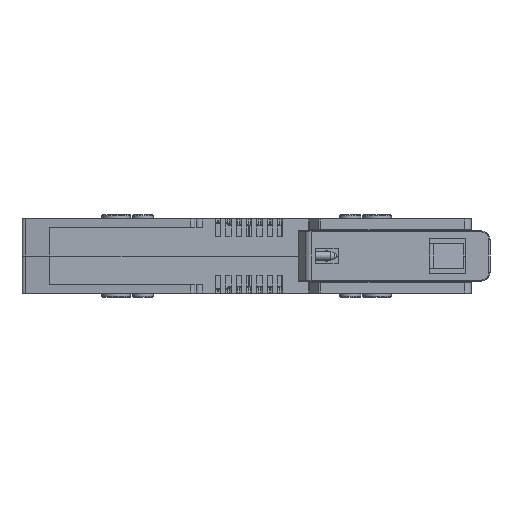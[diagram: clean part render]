
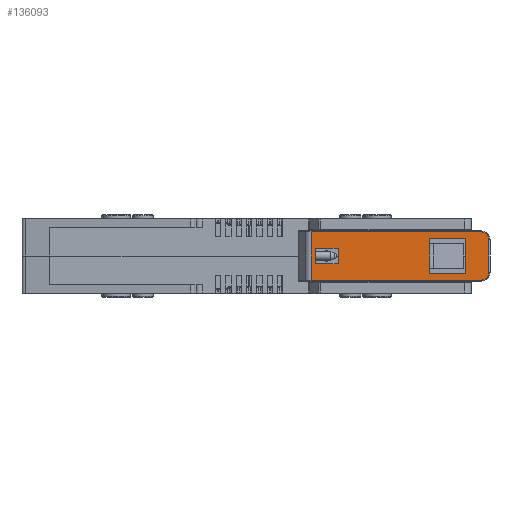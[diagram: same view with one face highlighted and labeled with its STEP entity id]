
A CAD part, front view. The second image highlights one B-rep face of the part: STEP entity #136093.
In plain terms, the highlighted face is planar.
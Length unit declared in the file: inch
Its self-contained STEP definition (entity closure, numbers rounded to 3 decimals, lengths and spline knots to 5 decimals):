
#132413=DIRECTION('',(0.,1.,0.));
#132414=VECTOR('',#132413,0.37402);
#132415=CARTESIAN_POINT('',(1.08071,-0.18701,
0.22047));
#132416=LINE('',#132415,#132414);
#132472=DIRECTION('',(1.,0.,0.));
#132473=VECTOR('',#132472,1.94094);
#132474=CARTESIAN_POINT('',(-0.94685,-0.27362,
0.22047));
#132475=LINE('',#132474,#132473);
#132681=DIRECTION('',(-1.,0.,0.));
#132682=VECTOR('',#132681,1.94094);
#132683=CARTESIAN_POINT('',(0.99409,0.27362,
0.22047));
#132684=LINE('',#132683,#132682);
#132688=CARTESIAN_POINT('',(0.99409,0.18701,
0.22047));
#132689=DIRECTION('',(0.,0.,-1.));
#132690=DIRECTION('',(0.,1.,0.));
#132691=AXIS2_PLACEMENT_3D('',#132688,#132689,#132690);
#132696=CARTESIAN_POINT('',(0.99409,-0.18701,
0.22047));
#132697=DIRECTION('',(0.,0.,-1.));
#132698=DIRECTION('',(1.,0.,0.));
#132699=AXIS2_PLACEMENT_3D('',#132696,#132697,#132698);
#132704=DIRECTION('',(1.,0.,0.));
#132705=VECTOR('',#132704,0.37402);
#132706=CARTESIAN_POINT('',(0.42087,-0.20472,
0.22047));
#132707=LINE('',#132706,#132705);
#132711=CARTESIAN_POINT('',(0.79488,-0.18504,
0.22047));
#132712=DIRECTION('',(0.,0.,1.));
#132713=DIRECTION('',(0.,-1.,0.));
#132714=AXIS2_PLACEMENT_3D('',#132711,#132712,#132713);
#132719=DIRECTION('',(0.,1.,0.));
#132720=VECTOR('',#132719,0.37008);
#132721=CARTESIAN_POINT('',(0.81457,-0.18504,
0.22047));
#132722=LINE('',#132721,#132720);
#132726=CARTESIAN_POINT('',(0.79488,0.18504,
0.22047));
#132727=DIRECTION('',(0.,0.,1.));
#132728=DIRECTION('',(1.,0.,0.));
#132729=AXIS2_PLACEMENT_3D('',#132726,#132727,#132728);
#132734=DIRECTION('',(-1.,0.,0.));
#132735=VECTOR('',#132734,0.37402);
#132736=CARTESIAN_POINT('',(0.79488,0.20472,
0.22047));
#132737=LINE('',#132736,#132735);
#132741=CARTESIAN_POINT('',(0.42087,0.18504,
0.22047));
#132742=DIRECTION('',(0.,0.,1.));
#132743=DIRECTION('',(0.,1.,0.));
#132744=AXIS2_PLACEMENT_3D('',#132741,#132742,#132743);
#132749=DIRECTION('',(0.,-1.,0.));
#132750=VECTOR('',#132749,0.37008);
#132751=CARTESIAN_POINT('',(0.40118,0.18504,
0.22047));
#132752=LINE('',#132751,#132750);
#132756=CARTESIAN_POINT('',(0.42087,-0.18504,
0.22047));
#132757=DIRECTION('',(0.,0.,1.));
#132758=DIRECTION('',(-1.,0.,0.));
#132759=AXIS2_PLACEMENT_3D('',#132756,#132757,#132758);
#132771=DIRECTION('',(0.,-1.,0.));
#132772=VECTOR('',#132771,0.54724);
#132773=CARTESIAN_POINT('',(-0.94685,0.27362,
0.22047));
#132774=LINE('',#132773,#132772);
#132850=DIRECTION('',(-1.,0.,0.));
#132851=VECTOR('',#132850,0.25984);
#132852=CARTESIAN_POINT('',(-0.6378,-0.09055,
0.22047));
#132853=LINE('',#132852,#132851);
#132871=DIRECTION('',(0.,1.,0.));
#132872=VECTOR('',#132871,0.1811);
#132873=CARTESIAN_POINT('',(-0.89764,-0.09055,
0.22047));
#132874=LINE('',#132873,#132872);
#133698=DIRECTION('',(1.,0.,0.));
#133699=VECTOR('',#133698,0.25984);
#133700=CARTESIAN_POINT('',(-0.89764,0.09055,
0.22047));
#133701=LINE('',#133700,#133699);
#133719=DIRECTION('',(0.,-1.,0.));
#133720=VECTOR('',#133719,0.1811);
#133721=CARTESIAN_POINT('',(-0.6378,0.09055,
0.22047));
#133722=LINE('',#133721,#133720);
#135201=CARTESIAN_POINT('',(1.08071,0.18701,
0.22047));
#135202=VERTEX_POINT('',#135201);
#135203=CARTESIAN_POINT('',(0.99409,0.27362,
0.22047));
#135204=VERTEX_POINT('',#135203);
#135207=CARTESIAN_POINT('',(1.08071,-0.18701,
0.22047));
#135208=VERTEX_POINT('',#135207);
#135211=CARTESIAN_POINT('',(0.99409,-0.27362,
0.22047));
#135212=VERTEX_POINT('',#135211);
#135215=CARTESIAN_POINT('',(-0.94685,-0.27362,
0.22047));
#135216=VERTEX_POINT('',#135215);
#135267=CARTESIAN_POINT('',(-0.94685,0.27362,
0.22047));
#135268=VERTEX_POINT('',#135267);
#135269=CARTESIAN_POINT('',(-0.6378,-0.09055,
0.22047));
#135270=CARTESIAN_POINT('',(-0.89764,-0.09055,
0.22047));
#135271=VERTEX_POINT('',#135269);
#135272=VERTEX_POINT('',#135270);
#135273=CARTESIAN_POINT('',(-0.6378,0.09055,
0.22047));
#135274=VERTEX_POINT('',#135273);
#135275=CARTESIAN_POINT('',(-0.89764,0.09055,
0.22047));
#135276=VERTEX_POINT('',#135275);
#135277=CARTESIAN_POINT('',(0.42087,-0.20472,
0.22047));
#135278=CARTESIAN_POINT('',(0.79488,-0.20472,
0.22047));
#135279=VERTEX_POINT('',#135277);
#135280=VERTEX_POINT('',#135278);
#135281=CARTESIAN_POINT('',(0.81457,-0.18504,
0.22047));
#135282=VERTEX_POINT('',#135281);
#135283=CARTESIAN_POINT('',(0.81457,0.18504,
0.22047));
#135284=VERTEX_POINT('',#135283);
#135285=CARTESIAN_POINT('',(0.79488,0.20472,
0.22047));
#135286=VERTEX_POINT('',#135285);
#135287=CARTESIAN_POINT('',(0.42087,0.20472,
0.22047));
#135288=VERTEX_POINT('',#135287);
#135289=CARTESIAN_POINT('',(0.40118,0.18504,
0.22047));
#135290=VERTEX_POINT('',#135289);
#135291=CARTESIAN_POINT('',(0.40118,-0.18504,
0.22047));
#135292=VERTEX_POINT('',#135291);
#136051=CARTESIAN_POINT('',(0.,0.,0.22047));
#136052=DIRECTION('',(0.,0.,1.));
#136053=DIRECTION('',(1.,0.,0.));
#136054=AXIS2_PLACEMENT_3D('',#136051,#136052,#136053);
#136055=PLANE('',#136054);
#136056=ORIENTED_EDGE('',*,*,#135899,.F.);
#136058=ORIENTED_EDGE('',*,*,#136057,.F.);
#136059=ORIENTED_EDGE('',*,*,#136044,.F.);
#136060=ORIENTED_EDGE('',*,*,#135827,.T.);
#136061=ORIENTED_EDGE('',*,*,#135843,.F.);
#136062=ORIENTED_EDGE('',*,*,#135884,.T.);
#136063=EDGE_LOOP('',(#136056,#136058,#136059,#136060,#136061,#136062));
#136064=FACE_OUTER_BOUND('',#136063,.F.);
#136066=ORIENTED_EDGE('',*,*,#136065,.F.);
#136068=ORIENTED_EDGE('',*,*,#136067,.F.);
#136070=ORIENTED_EDGE('',*,*,#136069,.F.);
#136072=ORIENTED_EDGE('',*,*,#136071,.F.);
#136073=EDGE_LOOP('',(#136066,#136068,#136070,#136072));
#136074=FACE_BOUND('',#136073,.F.);
#136076=ORIENTED_EDGE('',*,*,#136075,.T.);
#136078=ORIENTED_EDGE('',*,*,#136077,.T.);
#136080=ORIENTED_EDGE('',*,*,#136079,.T.);
#136082=ORIENTED_EDGE('',*,*,#136081,.T.);
#136084=ORIENTED_EDGE('',*,*,#136083,.T.);
#136086=ORIENTED_EDGE('',*,*,#136085,.T.);
#136088=ORIENTED_EDGE('',*,*,#136087,.T.);
#136090=ORIENTED_EDGE('',*,*,#136089,.T.);
#136091=EDGE_LOOP('',(#136076,#136078,#136080,#136082,#136084,#136086,#136088,
#136090));
#136092=FACE_BOUND('',#136091,.F.);
#132692=CIRCLE('',#132691,0.08661);
#132700=CIRCLE('',#132699,0.08661);
#132715=CIRCLE('',#132714,0.01969);
#132730=CIRCLE('',#132729,0.01969);
#132745=CIRCLE('',#132744,0.01969);
#132760=CIRCLE('',#132759,0.01969);
#135827=EDGE_CURVE('',#135204,#135202,#132692,.T.);
#135843=EDGE_CURVE('',#135208,#135202,#132416,.T.);
#135884=EDGE_CURVE('',#135208,#135212,#132700,.T.);
#135899=EDGE_CURVE('',#135216,#135212,#132475,.T.);
#136044=EDGE_CURVE('',#135204,#135268,#132684,.T.);
#136057=EDGE_CURVE('',#135268,#135216,#132774,.T.);
#136065=EDGE_CURVE('',#135271,#135272,#132853,.T.);
#136067=EDGE_CURVE('',#135274,#135271,#133722,.T.);
#136069=EDGE_CURVE('',#135276,#135274,#133701,.T.);
#136071=EDGE_CURVE('',#135272,#135276,#132874,.T.);
#136075=EDGE_CURVE('',#135279,#135280,#132707,.T.);
#136077=EDGE_CURVE('',#135280,#135282,#132715,.T.);
#136079=EDGE_CURVE('',#135282,#135284,#132722,.T.);
#136081=EDGE_CURVE('',#135284,#135286,#132730,.T.);
#136083=EDGE_CURVE('',#135286,#135288,#132737,.T.);
#136085=EDGE_CURVE('',#135288,#135290,#132745,.T.);
#136087=EDGE_CURVE('',#135290,#135292,#132752,.T.);
#136089=EDGE_CURVE('',#135292,#135279,#132760,.T.);
#136093=ADVANCED_FACE('',(#136064,#136074,#136092),#136055,.T.);
